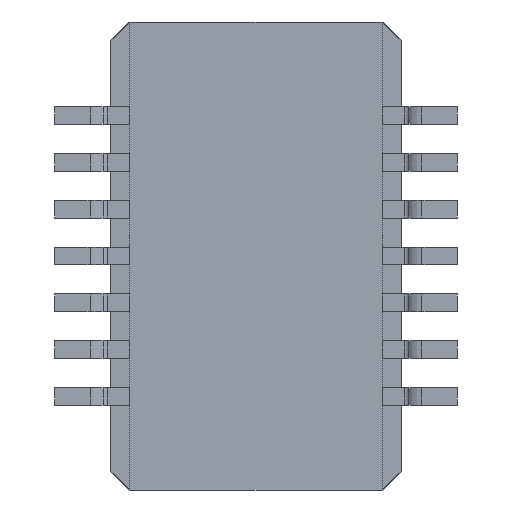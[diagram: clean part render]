
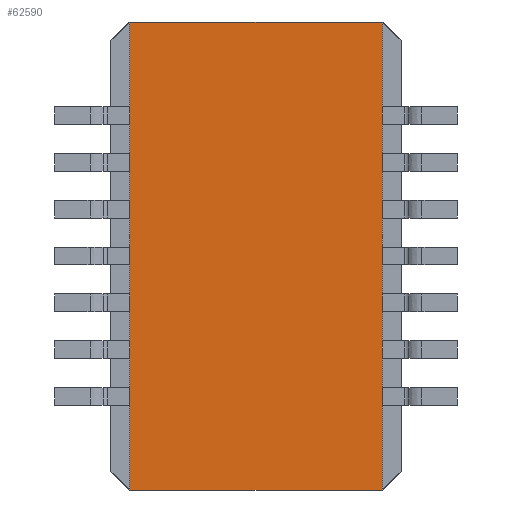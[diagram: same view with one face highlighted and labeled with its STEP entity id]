
A CAD part, front view. The second image highlights one B-rep face of the part: STEP entity #62590.
In plain terms, the highlighted planar face has unit normal (0, -1, 0).
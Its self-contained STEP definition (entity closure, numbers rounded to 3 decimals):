
#20430=CARTESIAN_POINT('',(1.172,-0.801,16.5));
#20440=VERTEX_POINT('',#20430);
#20470=CARTESIAN_POINT('',(-2.216,-0.801,16.5));
#20480=DIRECTION('',(1.,0.,0.));
#20490=VECTOR('',#20480,1.);
#20500=LINE('',#20470,#20490);
#20510=CARTESIAN_POINT('',(-1.528,-0.801,16.5));
#20520=VERTEX_POINT('',#20510);
#20530=EDGE_CURVE('',#20520,#20440,#20500,.T.);
#62290=CARTESIAN_POINT('',(1.172,-0.801,9.));
#62300=DIRECTION('',(0.,-1.,0.));
#62310=DIRECTION('',(-1.,0.,0.));
#62320=AXIS2_PLACEMENT_3D('',#62290,#62300,#62310);
#62330=PLANE('',#62320);
#62340=ORIENTED_EDGE('',*,*,#20530,.F.);
#62350=CARTESIAN_POINT('',(1.172,-0.801,0.));
#62360=DIRECTION('',(0.,0.,-1.));
#62370=VECTOR('',#62360,1.);
#62380=LINE('',#62350,#62370);
#62390=CARTESIAN_POINT('',(1.172,-0.801,11.5));
#62400=VERTEX_POINT('',#62390);
#62410=EDGE_CURVE('',#20440,#62400,#62380,.T.);
#62420=ORIENTED_EDGE('',*,*,#62410,.F.);
#62430=CARTESIAN_POINT('',(0.,-0.801,11.5));
#62440=DIRECTION('',(-1.,0.,0.));
#62450=VECTOR('',#62440,1.);
#62460=LINE('',#62430,#62450);
#62470=CARTESIAN_POINT('',(-1.528,-0.801,11.5));
#62480=VERTEX_POINT('',#62470);
#62490=EDGE_CURVE('',#62400,#62480,#62460,.T.);
#62500=ORIENTED_EDGE('',*,*,#62490,.F.);
#62510=CARTESIAN_POINT('',(-1.528,-0.801,0.));
#62520=DIRECTION('',(0.,0.,-1.));
#62530=VECTOR('',#62520,1.);
#62540=LINE('',#62510,#62530);
#62550=EDGE_CURVE('',#20520,#62480,#62540,.T.);
#62560=ORIENTED_EDGE('',*,*,#62550,.T.);
#62570=EDGE_LOOP('',(#62560,#62500,#62420,#62340));
#62580=FACE_OUTER_BOUND('',#62570,.T.);
#62590=ADVANCED_FACE('',(#62580),#62330,.T.);
